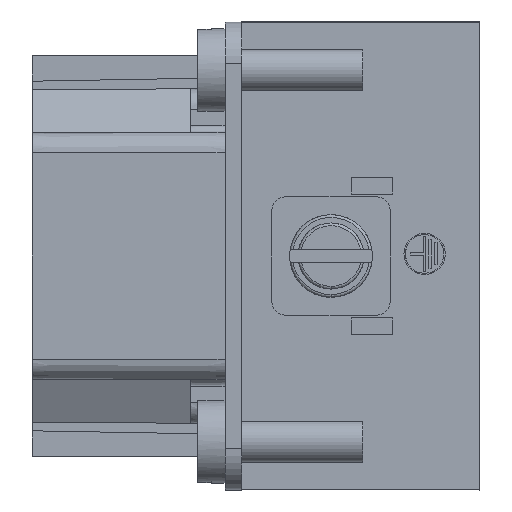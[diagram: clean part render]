
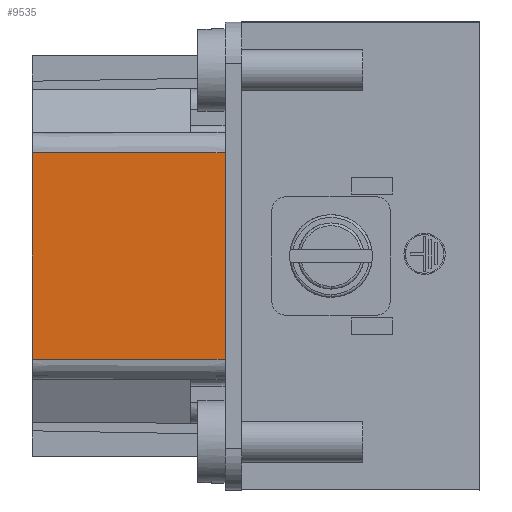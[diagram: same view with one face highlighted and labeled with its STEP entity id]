
A CAD part, left-side view. The second image highlights one B-rep face of the part: STEP entity #9535.
In plain terms, the highlighted planar face has unit normal (-1, 0.004, 0).
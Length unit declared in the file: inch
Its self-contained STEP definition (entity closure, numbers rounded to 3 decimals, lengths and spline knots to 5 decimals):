
#206 = CARTESIAN_POINT ( 'NONE',  ( -1.14173, 0., 0.29528 ) ) ;
#723 = AXIS2_PLACEMENT_3D ( 'NONE', #7909, #12714, #10429 ) ;
#1045 = EDGE_CURVE ( 'NONE', #6611, #2042, #9843, .T. ) ;
#1796 = DIRECTION ( 'NONE',  ( 0., 0., -1. ) ) ;
#1871 = VERTEX_POINT ( 'NONE', #206 ) ;
#1957 = ORIENTED_EDGE ( 'NONE', *, *, #9060, .T. ) ;
#2042 = VERTEX_POINT ( 'NONE', #12120 ) ;
#2058 = DIRECTION ( 'NONE',  ( 0., 0., -1. ) ) ;
#2080 = LINE ( 'NONE', #13996, #3487 ) ;
#2636 = LINE ( 'NONE', #12783, #11611 ) ;
#3487 = VECTOR ( 'NONE', #5569, 39.37008 ) ;
#4157 = EDGE_LOOP ( 'NONE', ( #6283, #11825, #10765, #1957 ) ) ;
#5282 = LINE ( 'NONE', #13702, #8571 ) ;
#5569 = DIRECTION ( 'NONE',  ( 0.003, 1., 0. ) ) ;
#6283 = ORIENTED_EDGE ( 'NONE', *, *, #8381, .T. ) ;
#6611 = VERTEX_POINT ( 'NONE', #11476 ) ;
#7909 = CARTESIAN_POINT ( 'NONE',  ( -1.14173, 0., -0.29528 ) ) ;
#8332 = CARTESIAN_POINT ( 'NONE',  ( -1.13981, 0.55118, 0.29528 ) ) ;
#8355 = VECTOR ( 'NONE', #8814, 39.37008 ) ;
#8381 = EDGE_CURVE ( 'NONE', #15508, #2042, #2636, .T. ) ;
#8571 = VECTOR ( 'NONE', #1796, 39.37008 ) ;
#8814 = DIRECTION ( 'NONE',  ( 0.003, 1., 0. ) ) ;
#9060 = EDGE_CURVE ( 'NONE', #1871, #15508, #2080, .T. ) ;
#9179 = FACE_OUTER_BOUND ( 'NONE', #4157, .T. ) ;
#9535 = ADVANCED_FACE ( 'NONE', ( #9179 ), #10510, .T. ) ;
#9843 = LINE ( 'NONE', #14737, #8355 ) ;
#10429 = DIRECTION ( 'NONE',  ( -0.003, -1., 0. ) ) ;
#10510 = PLANE ( 'NONE',  #723 ) ;
#10765 = ORIENTED_EDGE ( 'NONE', *, *, #14447, .F. ) ;
#11476 = CARTESIAN_POINT ( 'NONE',  ( -1.14173, 0., -0.29528 ) ) ;
#11611 = VECTOR ( 'NONE', #2058, 39.37008 ) ;
#11825 = ORIENTED_EDGE ( 'NONE', *, *, #1045, .F. ) ;
#12120 = CARTESIAN_POINT ( 'NONE',  ( -1.13981, 0.55118, -0.29528 ) ) ;
#12714 = DIRECTION ( 'NONE',  ( -1., 0.003, 0. ) ) ;
#12783 = CARTESIAN_POINT ( 'NONE',  ( -1.13981, 0.55118, -0.29528 ) ) ;
#13702 = CARTESIAN_POINT ( 'NONE',  ( -1.14173, 0., 0.66929 ) ) ;
#13996 = CARTESIAN_POINT ( 'NONE',  ( -1.14173, 0., 0.29528 ) ) ;
#14447 = EDGE_CURVE ( 'NONE', #1871, #6611, #5282, .T. ) ;
#14737 = CARTESIAN_POINT ( 'NONE',  ( -69.71833, -19645.66929, -0.29528 ) ) ;
#15508 = VERTEX_POINT ( 'NONE', #8332 ) ;
